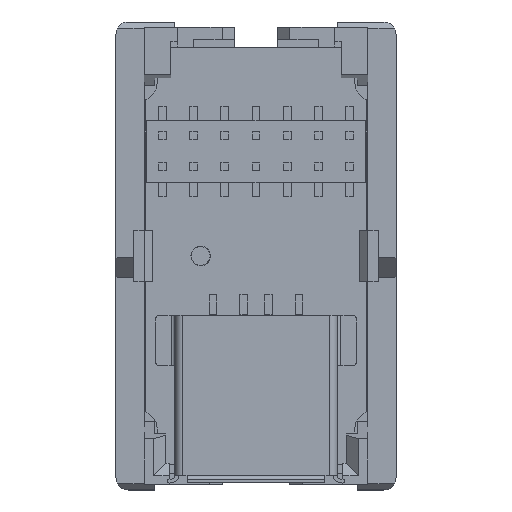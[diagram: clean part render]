
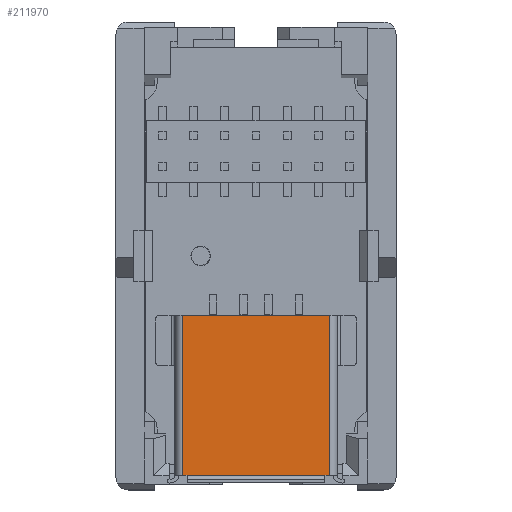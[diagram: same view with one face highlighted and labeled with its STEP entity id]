
A CAD part, top view. The second image highlights one B-rep face of the part: STEP entity #211970.
In plain terms, the highlighted planar face has unit normal (0, 0, 1).
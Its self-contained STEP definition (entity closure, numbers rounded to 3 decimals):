
#203910=CARTESIAN_POINT('',(6.,-13.33,
7.15));
#203920=VERTEX_POINT('',#203910);
#203950=CARTESIAN_POINT('',(0.,-13.33,
7.15));
#203960=DIRECTION('',(1.,0.,0.));
#203970=VECTOR('',#203960,1.);
#203980=LINE('',#203950,#203970);
#203990=CARTESIAN_POINT('',(-6.,-13.33,
7.15));
#204000=VERTEX_POINT('',#203990);
#204010=EDGE_CURVE('',#204000,#203920,#203980,.T.);
#210170=CARTESIAN_POINT('',(6.,-26.38,
7.15));
#210180=VERTEX_POINT('',#210170);
#210450=CARTESIAN_POINT('',(5.6,-26.38,
7.15));
#210460=VERTEX_POINT('',#210450);
#210490=CARTESIAN_POINT('',(0.,-26.38,
7.15));
#210500=DIRECTION('',(-1.,0.,0.));
#210510=VECTOR('',#210500,1.);
#210520=LINE('',#210490,#210510);
#210530=EDGE_CURVE('',#210180,#210460,#210520,.T.);
#210850=CARTESIAN_POINT('',(-5.6,-26.38,
7.15));
#210860=VERTEX_POINT('',#210850);
#211510=CARTESIAN_POINT('',(0.,-26.38,
7.15));
#211520=DIRECTION('',(1.,0.,0.));
#211530=VECTOR('',#211520,1.);
#211540=LINE('',#211510,#211530);
#211550=EDGE_CURVE('',#210860,#210460,#211540,.T.);
#211670=CARTESIAN_POINT('',(0.,-16.86,
7.15));
#211680=DIRECTION('',(0.,0.,1.));
#211690=DIRECTION('',(1.,0.,0.));
#211700=AXIS2_PLACEMENT_3D('',#211670,#211680,#211690);
#211710=PLANE('',#211700);
#211720=CARTESIAN_POINT('',(0.,-26.38,
7.15));
#211730=DIRECTION('',(-1.,0.,0.));
#211740=VECTOR('',#211730,1.);
#211750=LINE('',#211720,#211740);
#211760=CARTESIAN_POINT('',(-6.,-26.38,
7.15));
#211770=VERTEX_POINT('',#211760);
#211780=EDGE_CURVE('',#210860,#211770,#211750,.T.);
#211790=ORIENTED_EDGE('',*,*,#211780,.F.);
#211800=CARTESIAN_POINT('',(-6.,-16.86,
7.15));
#211810=DIRECTION('',(0.,-1.,0.));
#211820=VECTOR('',#211810,1.);
#211830=LINE('',#211800,#211820);
#211840=EDGE_CURVE('',#204000,#211770,#211830,.T.);
#211850=ORIENTED_EDGE('',*,*,#211840,.T.);
#211860=ORIENTED_EDGE('',*,*,#204010,.F.);
#211870=CARTESIAN_POINT('',(6.,-16.86,
7.15));
#211880=DIRECTION('',(0.,1.,0.));
#211890=VECTOR('',#211880,1.);
#211900=LINE('',#211870,#211890);
#211910=EDGE_CURVE('',#210180,#203920,#211900,.T.);
#211920=ORIENTED_EDGE('',*,*,#211910,.T.);
#211930=ORIENTED_EDGE('',*,*,#210530,.F.);
#211940=ORIENTED_EDGE('',*,*,#211550,.T.);
#211950=EDGE_LOOP('',(#211940,#211930,#211920,#211860,#211850,#211790));
#211960=FACE_OUTER_BOUND('',#211950,.T.);
#211970=ADVANCED_FACE('',(#211960),#211710,.T.);
